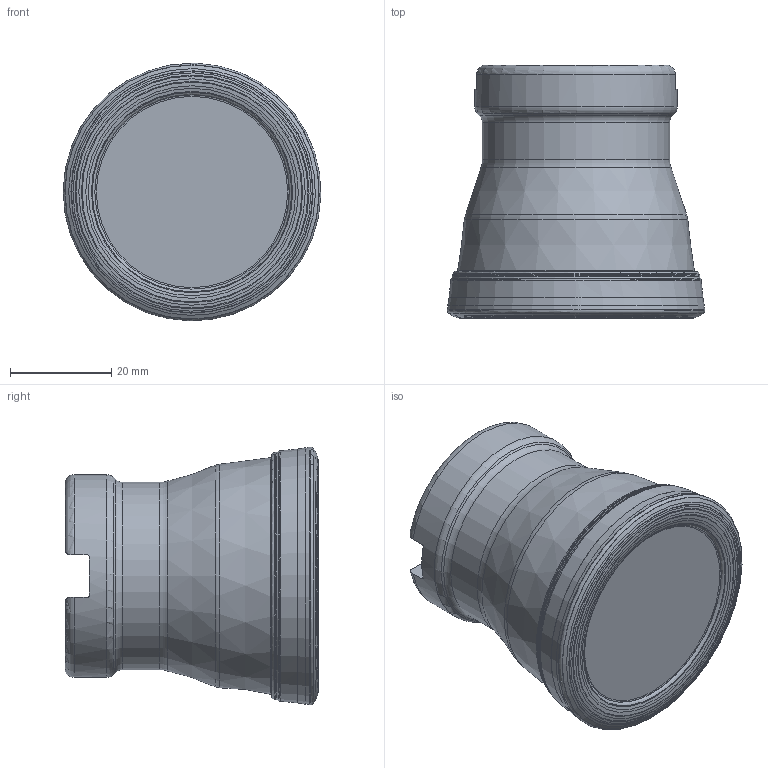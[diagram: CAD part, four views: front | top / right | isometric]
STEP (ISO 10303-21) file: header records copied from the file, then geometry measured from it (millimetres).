
FILE_DESCRIPTION(/* description */ (''),/* implementation_level */ '2;1');
FILE_NAME(/* name */ 'TURNING_FHF-ENMX06-D200Z6S075i.stp',/* time_stamp */ '2020-09-23T11:32:04+09:00',/* author */ (''),/* organization */ (''),/* preprocessor_version */ 'ST-DEVELOPER v16',/* originating_system */ 'SIEMENS PLM Software NX 10.0',/* authorisation */ '');
FILE_SCHEMA (('CONFIG_CONTROL_DESIGN'));
Length unit declared in the file: millimetre
Products named in the file (1): TURNING_FHF-ENMX06-D200Z6S075i
Bounding box: 50.82 x 50.01 x 50.83 mm (x, y, z)
Volume: 23782.6 mm3; surface area: 12424.7 mm2
Topology: 1 solids, 2 shells, 86 faces, 231 edges, 151 vertices
Faces by surface type: revolution 40, plane 17, torus 10, cylinder 10, cone 9
Full cylindrical faces by diameter (mm): 10.49 x1, 16.002 x1, 19.05 x1, 20.05 x1, 37 x1, 40 x1
Entity records: 2388 total; most frequent: CARTESIAN_POINT 717, DIRECTION 309, ORIENTED_EDGE 244, EDGE_LOOP 146, FACE_BOUND 124, AXIS2_PLACEMENT_3D 123, EDGE_CURVE 122, VERTEX_POINT 102
